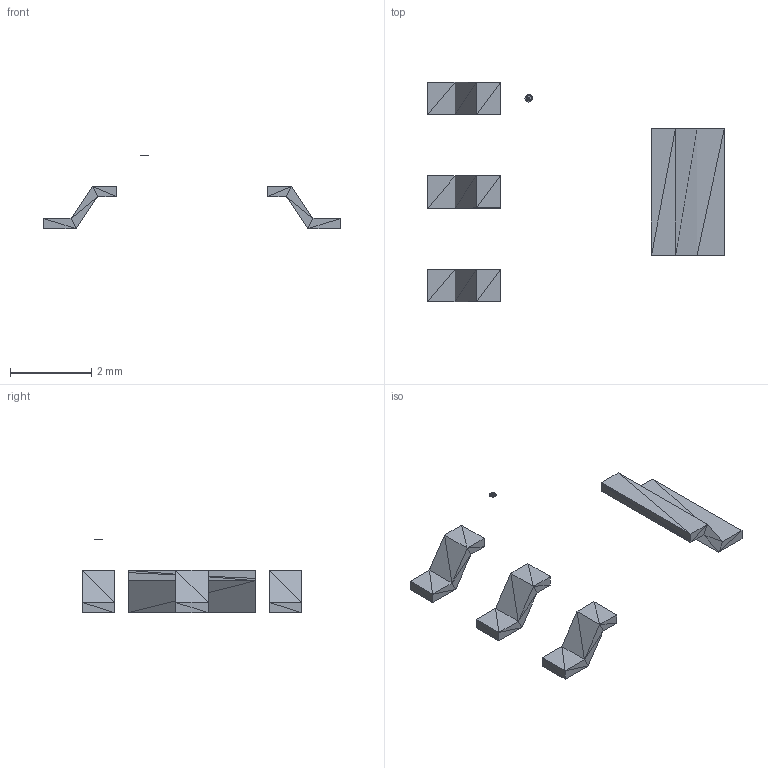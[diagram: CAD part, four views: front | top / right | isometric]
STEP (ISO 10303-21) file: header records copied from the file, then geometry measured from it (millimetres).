
FILE_DESCRIPTION(('FreeCAD Model'),'2;1');
FILE_NAME('Fusion.step','2017-04-20T15:39:35',('kicad StepUp'),('ksu MCAD'), 'Open CASCADE STEP processor 6.8','FreeCAD','Unknown');
FILE_SCHEMA(('AUTOMOTIVE_DESIGN_CC2 { 1 2 10303 214 -1 1 5 4 }'));
Length unit declared in the file: millimetre
Products named in the file (2): ASSEMBLY; Fusion
Assembly tree (1 placements, depth 2):
  ASSEMBLY
    Fusion
Bounding box: 7.29 x 5.39 x 1.81 mm (x, y, z)
Surface area: 42.3 mm2 (no closed solid volume)
Topology: 0 solids, 10 shells, 248 faces, 380 edges, 142 vertices
Faces by surface type: plane 248
Entity records: 7536 total; most frequent: DIRECTION 982, ORIENTED_EDGE 908, CARTESIAN_POINT 862, EDGE_CURVE 426, LINE 426, VECTOR 426, AXIS2_PLACEMENT_3D 278, FACE_BOUND 277
